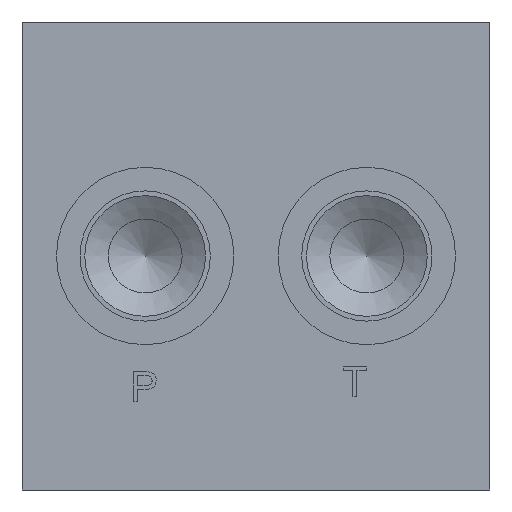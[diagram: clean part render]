
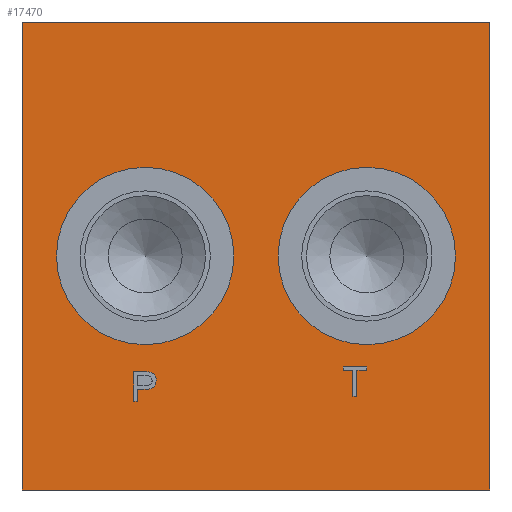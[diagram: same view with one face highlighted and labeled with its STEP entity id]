
A CAD part, left-side view. The second image highlights one B-rep face of the part: STEP entity #17470.
In plain terms, the highlighted planar face has unit normal (-1, 0, 0).
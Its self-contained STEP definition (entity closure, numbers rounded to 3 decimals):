
#55=LINE('',#23761,#1578);
#358=LINE('',#25121,#1881);
#1359=LINE('',#29331,#2882);
#1363=LINE('',#29339,#2886);
#1366=LINE('',#29345,#2889);
#1369=LINE('',#29351,#2892);
#1372=LINE('',#29357,#2895);
#1375=LINE('',#29363,#2898);
#1378=LINE('',#29369,#2901);
#1381=LINE('',#29374,#2904);
#1395=LINE('',#29451,#2918);
#1399=LINE('',#29459,#2922);
#1402=LINE('',#29465,#2925);
#1408=LINE('',#29528,#2931);
#1411=LINE('',#29533,#2934);
#1413=LINE('',#29537,#2936);
#1414=LINE('',#29538,#2937);
#1578=VECTOR('',#19454,95.);
#1881=VECTOR('',#20145,95.);
#2882=VECTOR('',#22056,0.796);
#2886=VECTOR('',#22062,5.291);
#2889=VECTOR('',#22067,1.985);
#2892=VECTOR('',#22072,0.709);
#2895=VECTOR('',#22077,4.756);
#2898=VECTOR('',#22082,0.709);
#2901=VECTOR('',#22087,1.976);
#2904=VECTOR('',#22092,5.291);
#2918=VECTOR('',#22116,0.796);
#2922=VECTOR('',#22122,2.438);
#2925=VECTOR('',#22127,1.541);
#2931=VECTOR('',#22135,2.264);
#2934=VECTOR('',#22140,6.);
#2936=VECTOR('',#22146,95.);
#2937=VECTOR('',#22147,95.);
#3395=B_SPLINE_CURVE_WITH_KNOTS('',2,(#29478,#29479,#29480,#29481),
 .UNSPECIFIED.,.F.,.F.,(3,1,3),(0.,1.,2.),.UNSPECIFIED.);
#3397=B_SPLINE_CURVE_WITH_KNOTS('',2,(#29499,#29500,#29501,#29502,#29503),
 .UNSPECIFIED.,.F.,.F.,(3,1,1,3),(0.,1.,2.,3.),.UNSPECIFIED.);
#3399=B_SPLINE_CURVE_WITH_KNOTS('',2,(#29518,#29519,#29520),
 .UNSPECIFIED.,.F.,.F.,(3,3),(0.,1.),.UNSPECIFIED.);
#4123=PLANE('',#18599);
#4472=FACE_BOUND('',#7070,.T.);
#4473=FACE_BOUND('',#7071,.T.);
#4474=FACE_BOUND('',#7072,.T.);
#4475=FACE_BOUND('',#7073,.T.);
#5726=FACE_OUTER_BOUND('',#7069,.T.);
#7069=EDGE_LOOP('',(#15672,#15673,#15674,#15675));
#7070=EDGE_LOOP('',(#15676,#15677,#15678,#15679,#15680,#15681,#15682,#15683));
#7071=EDGE_LOOP('',(#15684));
#7072=EDGE_LOOP('',(#15685));
#7073=EDGE_LOOP('',(#15686,#15687,#15688,#15689,#15690,#15691,#15692,#15693));
#7789=CIRCLE('',#18600,18.);
#7790=CIRCLE('',#18601,18.);
#8103=VERTEX_POINT('',#23754);
#8106=VERTEX_POINT('',#23759);
#8433=VERTEX_POINT('',#25118);
#8434=VERTEX_POINT('',#25120);
#9311=VERTEX_POINT('',#29329);
#9312=VERTEX_POINT('',#29330);
#9315=VERTEX_POINT('',#29338);
#9317=VERTEX_POINT('',#29344);
#9319=VERTEX_POINT('',#29350);
#9321=VERTEX_POINT('',#29356);
#9323=VERTEX_POINT('',#29362);
#9325=VERTEX_POINT('',#29368);
#9339=VERTEX_POINT('',#29449);
#9340=VERTEX_POINT('',#29450);
#9343=VERTEX_POINT('',#29458);
#9345=VERTEX_POINT('',#29464);
#9347=VERTEX_POINT('',#29477);
#9349=VERTEX_POINT('',#29498);
#9351=VERTEX_POINT('',#29517);
#9353=VERTEX_POINT('',#29527);
#9355=VERTEX_POINT('',#29539);
#9356=VERTEX_POINT('',#29541);
#9789=EDGE_CURVE('',#8103,#8106,#55,.T.);
#10221=EDGE_CURVE('',#8433,#8434,#358,.T.);
#11516=EDGE_CURVE('',#9311,#9312,#1359,.T.);
#11520=EDGE_CURVE('',#9315,#9311,#1363,.T.);
#11523=EDGE_CURVE('',#9317,#9315,#1366,.T.);
#11526=EDGE_CURVE('',#9319,#9317,#1369,.T.);
#11529=EDGE_CURVE('',#9321,#9319,#1372,.T.);
#11532=EDGE_CURVE('',#9323,#9321,#1375,.T.);
#11535=EDGE_CURVE('',#9325,#9323,#1378,.T.);
#11538=EDGE_CURVE('',#9312,#9325,#1381,.T.);
#11558=EDGE_CURVE('',#9339,#9340,#1395,.T.);
#11562=EDGE_CURVE('',#9343,#9339,#1399,.T.);
#11565=EDGE_CURVE('',#9345,#9343,#1402,.T.);
#11568=EDGE_CURVE('',#9347,#9345,#3395,.T.);
#11571=EDGE_CURVE('',#9349,#9347,#3397,.T.);
#11574=EDGE_CURVE('',#9351,#9349,#3399,.T.);
#11577=EDGE_CURVE('',#9353,#9351,#1408,.T.);
#11580=EDGE_CURVE('',#9340,#9353,#1411,.T.);
#11582=EDGE_CURVE('',#8433,#8103,#1413,.T.);
#11583=EDGE_CURVE('',#8434,#8106,#1414,.T.);
#11584=EDGE_CURVE('',#9355,#9355,#7789,.T.);
#11585=EDGE_CURVE('',#9356,#9356,#7790,.T.);
#15672=ORIENTED_EDGE('',*,*,#11582,.T.);
#15673=ORIENTED_EDGE('',*,*,#9789,.T.);
#15674=ORIENTED_EDGE('',*,*,#11583,.F.);
#15675=ORIENTED_EDGE('',*,*,#10221,.F.);
#15676=ORIENTED_EDGE('',*,*,#11516,.T.);
#15677=ORIENTED_EDGE('',*,*,#11538,.T.);
#15678=ORIENTED_EDGE('',*,*,#11535,.T.);
#15679=ORIENTED_EDGE('',*,*,#11532,.T.);
#15680=ORIENTED_EDGE('',*,*,#11529,.T.);
#15681=ORIENTED_EDGE('',*,*,#11526,.T.);
#15682=ORIENTED_EDGE('',*,*,#11523,.T.);
#15683=ORIENTED_EDGE('',*,*,#11520,.T.);
#15684=ORIENTED_EDGE('',*,*,#11584,.T.);
#15685=ORIENTED_EDGE('',*,*,#11585,.T.);
#15686=ORIENTED_EDGE('',*,*,#11558,.T.);
#15687=ORIENTED_EDGE('',*,*,#11580,.T.);
#15688=ORIENTED_EDGE('',*,*,#11577,.T.);
#15689=ORIENTED_EDGE('',*,*,#11574,.T.);
#15690=ORIENTED_EDGE('',*,*,#11571,.T.);
#15691=ORIENTED_EDGE('',*,*,#11568,.T.);
#15692=ORIENTED_EDGE('',*,*,#11565,.T.);
#15693=ORIENTED_EDGE('',*,*,#11562,.T.);
#17470=ADVANCED_FACE('',(#5726,#4472,#4473,#4474,#4475),#4123,.T.);
#18599=AXIS2_PLACEMENT_3D('',#29536,#22144,#22145);
#18600=AXIS2_PLACEMENT_3D('',#29540,#22148,#22149);
#18601=AXIS2_PLACEMENT_3D('',#29542,#22150,#22151);
#19454=DIRECTION('',(0.,0.,-1.));
#20145=DIRECTION('',(0.,0.,-1.));
#22056=DIRECTION('',(0.,1.,0.));
#22062=DIRECTION('',(0.,0.,-1.));
#22067=DIRECTION('',(0.,1.,0.));
#22072=DIRECTION('',(0.,0.,-1.));
#22077=DIRECTION('',(0.,-1.,0.));
#22082=DIRECTION('',(0.,0.,1.));
#22087=DIRECTION('',(0.,1.,0.));
#22092=DIRECTION('',(0.,0.,1.));
#22116=DIRECTION('',(0.,1.,0.));
#22122=DIRECTION('',(0.,0.,-1.));
#22127=DIRECTION('',(0.,1.,0.));
#22135=DIRECTION('',(0.,-1.,0.));
#22140=DIRECTION('',(0.,0.,1.));
#22144=DIRECTION('center_axis',(-1.,0.,0.));
#22145=DIRECTION('ref_axis',(0.,1.,0.));
#22146=DIRECTION('',(0.,1.,0.));
#22147=DIRECTION('',(0.,1.,0.));
#22148=DIRECTION('center_axis',(1.,0.,0.));
#22149=DIRECTION('ref_axis',(0.,1.,0.));
#22150=DIRECTION('center_axis',(1.,0.,0.));
#22151=DIRECTION('ref_axis',(0.,1.,0.));
#23754=CARTESIAN_POINT('',(0.,0.,0.));
#23759=CARTESIAN_POINT('',(0.,0.,-95.));
#23761=CARTESIAN_POINT('',(0.,0.,0.));
#25118=CARTESIAN_POINT('',(0.,-95.,0.));
#25120=CARTESIAN_POINT('',(0.,-95.,-95.));
#25121=CARTESIAN_POINT('',(0.,-95.,0.));
#29329=CARTESIAN_POINT('',(0.,-67.968,-76.));
#29330=CARTESIAN_POINT('',(0.,-67.172,-76.));
#29331=CARTESIAN_POINT('',(0.,-81.484,-76.));
#29338=CARTESIAN_POINT('',(0.,-67.968,-70.709));
#29339=CARTESIAN_POINT('',(0.,-67.968,-35.354));
#29344=CARTESIAN_POINT('',(0.,-69.953,-70.709));
#29345=CARTESIAN_POINT('',(0.,-82.476,-70.709));
#29350=CARTESIAN_POINT('',(0.,-69.953,-70.));
#29351=CARTESIAN_POINT('',(0.,-69.953,-35.));
#29356=CARTESIAN_POINT('',(0.,-65.197,-70.));
#29357=CARTESIAN_POINT('',(0.,-80.098,-70.));
#29362=CARTESIAN_POINT('',(0.,-65.197,-70.709));
#29363=CARTESIAN_POINT('',(0.,-65.197,-35.354));
#29368=CARTESIAN_POINT('',(0.,-67.172,-70.709));
#29369=CARTESIAN_POINT('',(0.,-81.086,-70.709));
#29374=CARTESIAN_POINT('',(0.,-67.172,-38.));
#29449=CARTESIAN_POINT('',(0.,-23.441,-77.));
#29450=CARTESIAN_POINT('',(0.,-22.645,-77.));
#29451=CARTESIAN_POINT('',(0.,-59.22,-77.));
#29458=CARTESIAN_POINT('',(0.,-23.441,-74.562));
#29459=CARTESIAN_POINT('',(0.,-23.441,-37.281));
#29464=CARTESIAN_POINT('',(0.,-24.982,-74.562));
#29465=CARTESIAN_POINT('',(0.,-59.991,-74.562));
#29477=CARTESIAN_POINT('',(0.,-27.227,-72.738));
#29478=CARTESIAN_POINT('Ctrl Pts',(0.,-27.227,-72.738));
#29479=CARTESIAN_POINT('Ctrl Pts',(0.,-27.227,-73.502));
#29480=CARTESIAN_POINT('Ctrl Pts',(0.,-26.253,-74.562));
#29481=CARTESIAN_POINT('Ctrl Pts',(0.,-24.982,-74.562));
#29498=CARTESIAN_POINT('',(0.,-25.823,-71.059));
#29499=CARTESIAN_POINT('Ctrl Pts',(0.,-25.823,-71.059));
#29500=CARTESIAN_POINT('Ctrl Pts',(0.,-26.267,-71.133));
#29501=CARTESIAN_POINT('Ctrl Pts',(0.,-26.861,-71.544));
#29502=CARTESIAN_POINT('Ctrl Pts',(0.,-27.227,-72.29));
#29503=CARTESIAN_POINT('Ctrl Pts',(0.,-27.227,-72.738));
#29517=CARTESIAN_POINT('',(0.,-24.909,-71.));
#29518=CARTESIAN_POINT('Ctrl Pts',(0.,-24.909,-71.));
#29519=CARTESIAN_POINT('Ctrl Pts',(0.,-25.508,-71.));
#29520=CARTESIAN_POINT('Ctrl Pts',(0.,-25.823,-71.059));
#29527=CARTESIAN_POINT('',(0.,-22.645,-71.));
#29528=CARTESIAN_POINT('',(0.,-58.822,-71.));
#29533=CARTESIAN_POINT('',(0.,-22.645,-38.5));
#29536=CARTESIAN_POINT('Origin',(0.,-95.,0.));
#29537=CARTESIAN_POINT('',(0.,-95.,0.));
#29538=CARTESIAN_POINT('',(0.,-95.,-95.));
#29539=CARTESIAN_POINT('',(0.,-88.,-47.5));
#29540=CARTESIAN_POINT('Origin',(0.,-70.,-47.5));
#29541=CARTESIAN_POINT('',(0.,-43.,-47.5));
#29542=CARTESIAN_POINT('Origin',(0.,-25.,-47.5));
